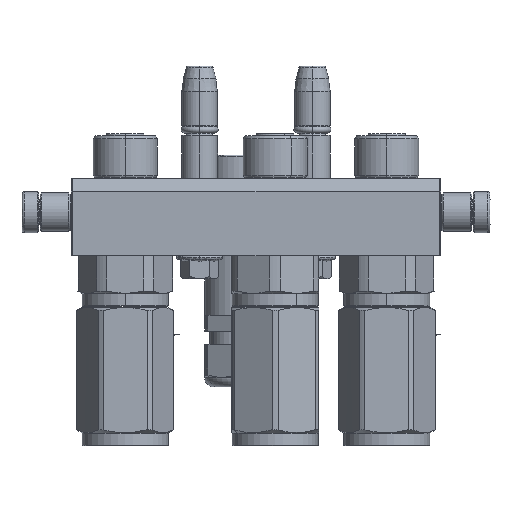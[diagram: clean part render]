
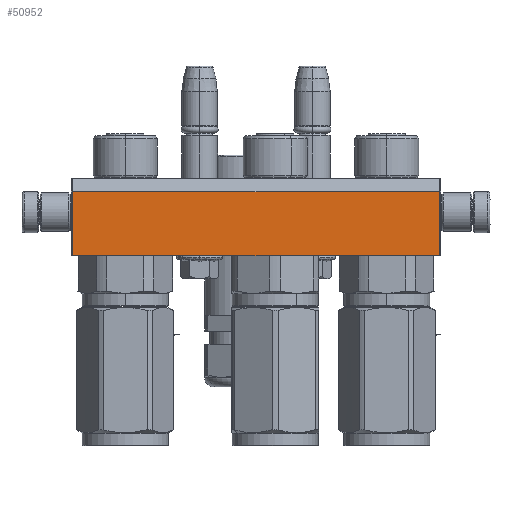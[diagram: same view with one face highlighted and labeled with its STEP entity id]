
A CAD part, left-side view. The second image highlights one B-rep face of the part: STEP entity #50952.
In plain terms, the highlighted face is planar.
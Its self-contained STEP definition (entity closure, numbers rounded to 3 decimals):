
#385 = CARTESIAN_POINT ( 'NONE',  ( 143.5, 30., -90. ) ) ;
#1291 = LINE ( 'NONE', #24034, #53556 ) ;
#1874 = EDGE_CURVE ( 'NONE', #57985, #25143, #51800, .T. ) ;
#2328 = LINE ( 'NONE', #385, #13637 ) ;
#7256 = CARTESIAN_POINT ( 'NONE',  ( 143.5, 30., -90. ) ) ;
#9044 = DIRECTION ( 'NONE',  ( 0., 0., -1. ) ) ;
#9118 = ORIENTED_EDGE ( 'NONE', *, *, #61480, .T. ) ;
#11226 = FACE_OUTER_BOUND ( 'NONE', #59037, .T. ) ;
#13616 = VERTEX_POINT ( 'NONE', #27804 ) ;
#13637 = VECTOR ( 'NONE', #26021, 1000. ) ;
#14248 = DIRECTION ( 'NONE',  ( -1., 0., 0. ) ) ;
#18815 = EDGE_CURVE ( 'NONE', #13616, #52288, #56819, .T. ) ;
#24034 = CARTESIAN_POINT ( 'NONE',  ( 143.5, 5., -90. ) ) ;
#24093 = PLANE ( 'NONE',  #66076 ) ;
#24767 = CARTESIAN_POINT ( 'NONE',  ( 144., 0., -90. ) ) ;
#25143 = VERTEX_POINT ( 'NONE', #35647 ) ;
#25870 = ORIENTED_EDGE ( 'NONE', *, *, #18815, .F. ) ;
#26021 = DIRECTION ( 'NONE',  ( -1., 0., 0. ) ) ;
#27804 = CARTESIAN_POINT ( 'NONE',  ( 143.5, 5., -90. ) ) ;
#32752 = VECTOR ( 'NONE', #51733, 1000. ) ;
#35647 = CARTESIAN_POINT ( 'NONE',  ( 0.5, 30., -90. ) ) ;
#36678 = ORIENTED_EDGE ( 'NONE', *, *, #1874, .T. ) ;
#40559 = CARTESIAN_POINT ( 'NONE',  ( 143.5, 5., -90. ) ) ;
#41560 = EDGE_CURVE ( 'NONE', #52288, #25143, #2328, .T. ) ;
#42971 = VECTOR ( 'NONE', #58146, 1000. ) ;
#48396 = ORIENTED_EDGE ( 'NONE', *, *, #41560, .F. ) ;
#50952 = ADVANCED_FACE ( 'NONE', ( #11226 ), #24093, .T. ) ;
#51733 = DIRECTION ( 'NONE',  ( 0., 1., 0. ) ) ;
#51800 = LINE ( 'NONE', #52935, #42971 ) ;
#52288 = VERTEX_POINT ( 'NONE', #7256 ) ;
#52935 = CARTESIAN_POINT ( 'NONE',  ( 0.5, 5., -90. ) ) ;
#53556 = VECTOR ( 'NONE', #65234, 1000. ) ;
#56819 = LINE ( 'NONE', #40559, #32752 ) ;
#57985 = VERTEX_POINT ( 'NONE', #62510 ) ;
#58146 = DIRECTION ( 'NONE',  ( 0., 1., 0. ) ) ;
#59037 = EDGE_LOOP ( 'NONE', ( #48396, #25870, #9118, #36678 ) ) ;
#61480 = EDGE_CURVE ( 'NONE', #13616, #57985, #1291, .T. ) ;
#62510 = CARTESIAN_POINT ( 'NONE',  ( 0.5, 5., -90. ) ) ;
#65234 = DIRECTION ( 'NONE',  ( -1., 0., 0. ) ) ;
#66076 = AXIS2_PLACEMENT_3D ( 'NONE', #24767, #9044, #14248 ) ;
